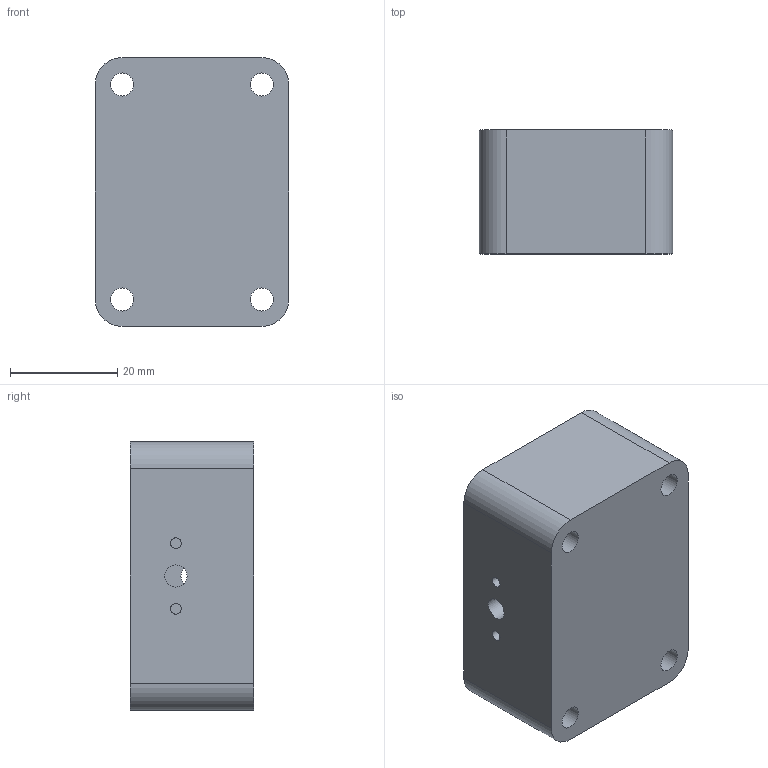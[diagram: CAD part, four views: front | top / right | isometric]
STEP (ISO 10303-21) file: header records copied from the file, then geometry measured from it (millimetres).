
FILE_DESCRIPTION(/* description */ (''),/* implementation_level */ '2;1');
FILE_NAME(/* name */ '450W attn box.stp',/* time_stamp */ '2025-05-21T12:02:18+02:00',/* author */ ('Carsten Grøn'),/* organization */ (''),/* preprocessor_version */ 'ST-DEVELOPER v18',/* originating_system */ 'Autodesk Inventor 2020',/* authorisation */ '');
FILE_SCHEMA (('CONFIG_CONTROL_DESIGN'));
Length unit declared in the file: millimetre
Products named in the file (1): Box
Bounding box: 36 x 23 x 50 mm (x, y, z)
Volume: 30741.6 mm3; surface area: 10627.6 mm2
Topology: 1 solids, 1 shells, 45 faces, 142 edges, 104 vertices
Faces by surface type: cylinder 26, plane 15, cone 4
Full cylindrical faces by diameter (mm): 2.013 x6, 2.459 x4, 3.242 x2, 4.15 x2, 4.3 x4
Entity records: 1725 total; most frequent: DIRECTION 314, CARTESIAN_POINT 288, ORIENTED_EDGE 276, EDGE_CURVE 138, AXIS2_PLACEMENT_3D 130, VERTEX_POINT 104, CIRCLE 84, EDGE_LOOP 74
